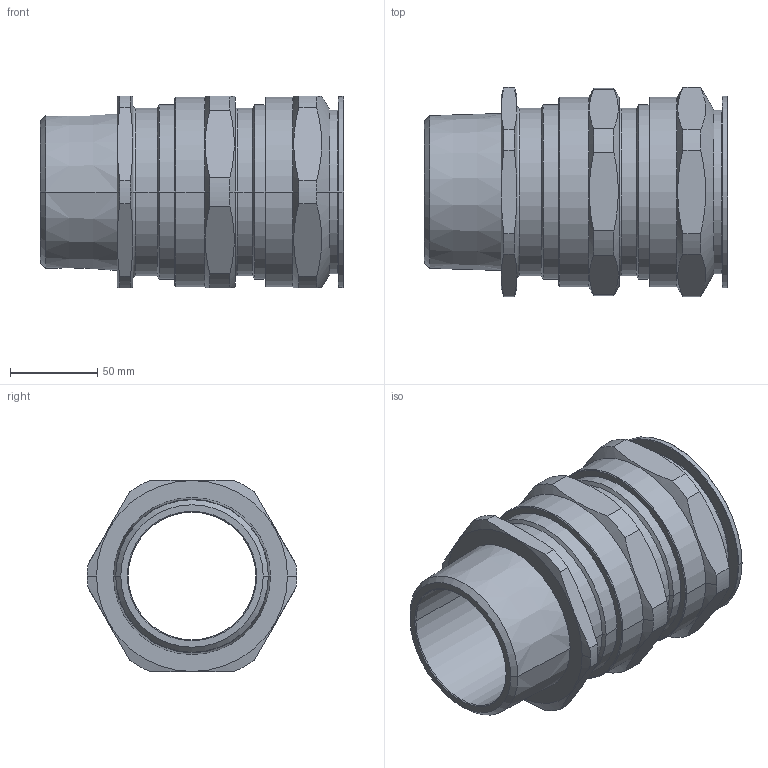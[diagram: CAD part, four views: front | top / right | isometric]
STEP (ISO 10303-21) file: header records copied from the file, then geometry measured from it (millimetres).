
FILE_DESCRIPTION (( 'STEP AP203' ), '1' );
FILE_NAME ('CAP849594V1 - NPT3 N°15.STEP', '2014-04-10T06:36:40', ( '' ), ( '' ), 'SwSTEP 2.0', 'SolidWorks 2013', '' );
FILE_SCHEMA (( 'CONFIG_CONTROL_DESIGN' ));
Length unit declared in the file: millimetre
Products named in the file (1): CAP849594V1 - NPT3 N°15
Bounding box: 173.76 x 120 x 110 mm (x, y, z)
Volume: 598031.1 mm3; surface area: 126714.9 mm2
Topology: 1 solids, 1 shells, 120 faces, 279 edges, 170 vertices
Faces by surface type: cylinder 47, cone 36, plane 29, torus 8
Entity records: 3822 total; most frequent: CARTESIAN_POINT 962, DIRECTION 627, ORIENTED_EDGE 558, EDGE_CURVE 279, AXIS2_PLACEMENT_3D 263, VERTEX_POINT 170, CIRCLE 142, EDGE_LOOP 131
